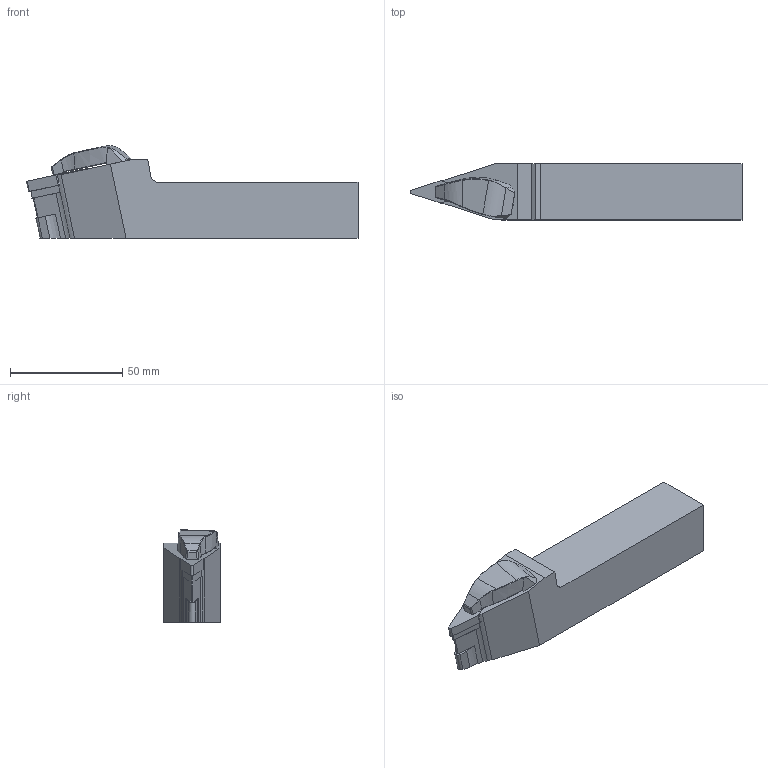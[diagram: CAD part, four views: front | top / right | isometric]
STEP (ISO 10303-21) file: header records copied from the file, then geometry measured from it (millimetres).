
FILE_DESCRIPTION(/* description */ (''),/* implementation_level */ '2;1');
FILE_NAME(/* name */ 'TVVNN-2525-M16-H.stp',/* time_stamp */ '2023-10-18T17:21:10+03:00',/* author */ (''),/* organization */ (''),/* preprocessor_version */ 'ST-DEVELOPER v19.4',/* originating_system */ 'SIEMENS PLM Software NX2306.3001',/* authorisation */ '');
FILE_SCHEMA (('AUTOMOTIVE_DESIGN { 1 0 10303 214 3 1 1 1 }'));
Length unit declared in the file: millimetre
Products named in the file (1): TVVNN-2525-M16-H
Bounding box: 148.18 x 25 x 41.29 mm (x, y, z)
Volume: 88637 mm3; surface area: 16975 mm2
Topology: 2 solids, 2 shells, 129 faces, 335 edges, 210 vertices
Faces by surface type: plane 64, cylinder 25, bspline 25, cone 12, extrusion 2, torus 1
Entity records: 4274 total; most frequent: CARTESIAN_POINT 1266, ORIENTED_EDGE 666, DIRECTION 502, EDGE_CURVE 333, VERTEX_POINT 210, VECTOR 170, LINE 168, AXIS2_PLACEMENT_3D 166
